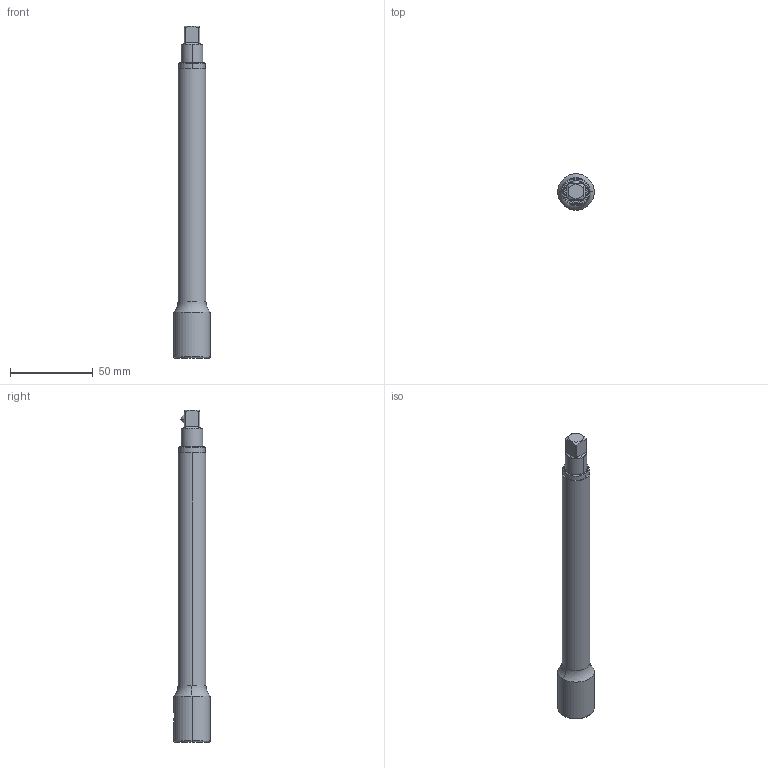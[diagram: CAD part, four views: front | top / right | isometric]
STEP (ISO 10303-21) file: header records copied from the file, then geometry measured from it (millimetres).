
FILE_DESCRIPTION((''),'2;1');
FILE_NAME('4027323476_ASM','2023-08-22T12:07:45',('A00565553'),(''),'CREO PARAMETRIC BY PTC INC, 2022414','CREO PARAMETRIC BY PTC INC, 2022414','');
FILE_SCHEMA(('CONFIG_CONTROL_DESIGN','GEOMETRIC_VALIDATION_PROPERTIES_MIM'));
Length unit declared in the file: millimetre
Products named in the file (3): 4027323466; 4027299546; 4027323476_ASM
Assembly tree (2 placements, depth 2):
  4027323476_ASM
    4027323466
    4027299546
Bounding box: 22 x 22 x 200.3 mm (x, y, z)
Volume: 39984.9 mm3; surface area: 28055.8 mm2
Topology: 3 solids, 3 shells, 91 faces, 234 edges, 143 vertices
Faces by surface type: cylinder 42, plane 18, torus 15, cone 10, bspline 4, sphere 2
Entity records: 3995 total; most frequent: CARTESIAN_POINT 884, DIRECTION 474, ORIENTED_EDGE 456, PRESENTATION_STYLE_ASSIGNMENT 233, STYLED_ITEM 231, CURVE_STYLE 228, EDGE_CURVE 228, AXIS2_PLACEMENT_3D 202
